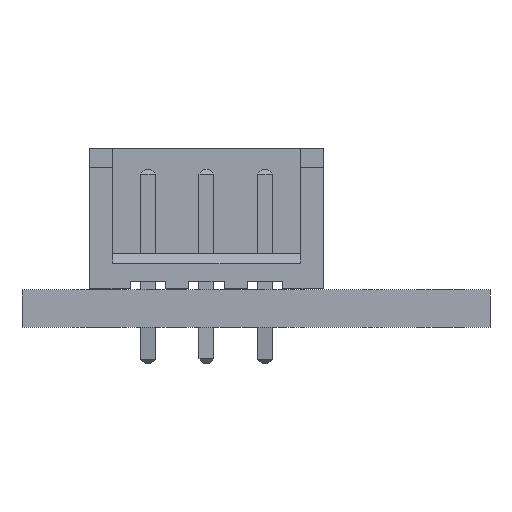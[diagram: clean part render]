
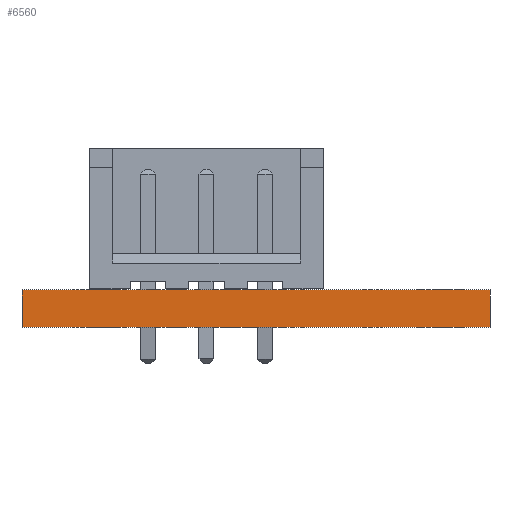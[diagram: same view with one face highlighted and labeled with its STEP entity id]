
A CAD part, front view. The second image highlights one B-rep face of the part: STEP entity #6560.
In plain terms, the highlighted planar face has unit normal (0, -1, 0).
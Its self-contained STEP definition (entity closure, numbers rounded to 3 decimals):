
#6444 = EDGE_CURVE('',#6445,#6447,#6449,.T.);
#6445 = VERTEX_POINT('',#6446);
#6446 = CARTESIAN_POINT('',(80.,-45.,0.));
#6447 = VERTEX_POINT('',#6448);
#6448 = CARTESIAN_POINT('',(80.,-45.,1.6));
#6449 = SURFACE_CURVE('',#6450,(#6454,#6466),.PCURVE_S1.);
#6450 = LINE('',#6451,#6452);
#6451 = CARTESIAN_POINT('',(80.,-45.,0.));
#6452 = VECTOR('',#6453,1.);
#6453 = DIRECTION('',(0.,0.,1.));
#6454 = PCURVE('',#6455,#6460);
#6455 = PLANE('',#6456);
#6456 = AXIS2_PLACEMENT_3D('',#6457,#6458,#6459);
#6457 = CARTESIAN_POINT('',(80.,-45.,0.));
#6458 = DIRECTION('',(-1.,0.,0.));
#6459 = DIRECTION('',(0.,1.,0.));
#6460 = DEFINITIONAL_REPRESENTATION('',(#6461),#6465);
#6461 = LINE('',#6462,#6463);
#6462 = CARTESIAN_POINT('',(0.,0.));
#6463 = VECTOR('',#6464,1.);
#6464 = DIRECTION('',(0.,-1.));
#6465 = ( GEOMETRIC_REPRESENTATION_CONTEXT(2) 
PARAMETRIC_REPRESENTATION_CONTEXT() REPRESENTATION_CONTEXT('2D SPACE',''
  ) );
#6466 = PCURVE('',#6467,#6472);
#6467 = PLANE('',#6468);
#6468 = AXIS2_PLACEMENT_3D('',#6469,#6470,#6471);
#6469 = CARTESIAN_POINT('',(100.,-45.,0.));
#6470 = DIRECTION('',(0.,-1.,0.));
#6471 = DIRECTION('',(-1.,0.,0.));
#6472 = DEFINITIONAL_REPRESENTATION('',(#6473),#6477);
#6473 = LINE('',#6474,#6475);
#6474 = CARTESIAN_POINT('',(20.,0.));
#6475 = VECTOR('',#6476,1.);
#6476 = DIRECTION('',(0.,-1.));
#6477 = ( GEOMETRIC_REPRESENTATION_CONTEXT(2) 
PARAMETRIC_REPRESENTATION_CONTEXT() REPRESENTATION_CONTEXT('2D SPACE',''
  ) );
#6495 = PLANE('',#6496);
#6496 = AXIS2_PLACEMENT_3D('',#6497,#6498,#6499);
#6497 = CARTESIAN_POINT('',(90.,-35.,1.6));
#6498 = DIRECTION('',(-0.,-0.,-1.));
#6499 = DIRECTION('',(-1.,0.,0.));
#6549 = PLANE('',#6550);
#6550 = AXIS2_PLACEMENT_3D('',#6551,#6552,#6553);
#6551 = CARTESIAN_POINT('',(90.,-35.,0.));
#6552 = DIRECTION('',(-0.,-0.,-1.));
#6553 = DIRECTION('',(-1.,0.,0.));
#6560 = ADVANCED_FACE('',(#6561),#6467,.T.);
#6561 = FACE_BOUND('',#6562,.T.);
#6562 = EDGE_LOOP('',(#6563,#6593,#6614,#6615));
#6563 = ORIENTED_EDGE('',*,*,#6564,.T.);
#6564 = EDGE_CURVE('',#6565,#6567,#6569,.T.);
#6565 = VERTEX_POINT('',#6566);
#6566 = CARTESIAN_POINT('',(100.,-45.,0.));
#6567 = VERTEX_POINT('',#6568);
#6568 = CARTESIAN_POINT('',(100.,-45.,1.6));
#6569 = SURFACE_CURVE('',#6570,(#6574,#6581),.PCURVE_S1.);
#6570 = LINE('',#6571,#6572);
#6571 = CARTESIAN_POINT('',(100.,-45.,0.));
#6572 = VECTOR('',#6573,1.);
#6573 = DIRECTION('',(0.,0.,1.));
#6574 = PCURVE('',#6467,#6575);
#6575 = DEFINITIONAL_REPRESENTATION('',(#6576),#6580);
#6576 = LINE('',#6577,#6578);
#6577 = CARTESIAN_POINT('',(0.,-0.));
#6578 = VECTOR('',#6579,1.);
#6579 = DIRECTION('',(0.,-1.));
#6580 = ( GEOMETRIC_REPRESENTATION_CONTEXT(2) 
PARAMETRIC_REPRESENTATION_CONTEXT() REPRESENTATION_CONTEXT('2D SPACE',''
  ) );
#6581 = PCURVE('',#6582,#6587);
#6582 = PLANE('',#6583);
#6583 = AXIS2_PLACEMENT_3D('',#6584,#6585,#6586);
#6584 = CARTESIAN_POINT('',(100.,-25.,0.));
#6585 = DIRECTION('',(1.,0.,-0.));
#6586 = DIRECTION('',(0.,-1.,0.));
#6587 = DEFINITIONAL_REPRESENTATION('',(#6588),#6592);
#6588 = LINE('',#6589,#6590);
#6589 = CARTESIAN_POINT('',(20.,0.));
#6590 = VECTOR('',#6591,1.);
#6591 = DIRECTION('',(0.,-1.));
#6592 = ( GEOMETRIC_REPRESENTATION_CONTEXT(2) 
PARAMETRIC_REPRESENTATION_CONTEXT() REPRESENTATION_CONTEXT('2D SPACE',''
  ) );
#6593 = ORIENTED_EDGE('',*,*,#6594,.T.);
#6594 = EDGE_CURVE('',#6567,#6447,#6595,.T.);
#6595 = SURFACE_CURVE('',#6596,(#6600,#6607),.PCURVE_S1.);
#6596 = LINE('',#6597,#6598);
#6597 = CARTESIAN_POINT('',(100.,-45.,1.6));
#6598 = VECTOR('',#6599,1.);
#6599 = DIRECTION('',(-1.,0.,0.));
#6600 = PCURVE('',#6467,#6601);
#6601 = DEFINITIONAL_REPRESENTATION('',(#6602),#6606);
#6602 = LINE('',#6603,#6604);
#6603 = CARTESIAN_POINT('',(0.,-1.6));
#6604 = VECTOR('',#6605,1.);
#6605 = DIRECTION('',(1.,0.));
#6606 = ( GEOMETRIC_REPRESENTATION_CONTEXT(2) 
PARAMETRIC_REPRESENTATION_CONTEXT() REPRESENTATION_CONTEXT('2D SPACE',''
  ) );
#6607 = PCURVE('',#6495,#6608);
#6608 = DEFINITIONAL_REPRESENTATION('',(#6609),#6613);
#6609 = LINE('',#6610,#6611);
#6610 = CARTESIAN_POINT('',(-10.,-10.));
#6611 = VECTOR('',#6612,1.);
#6612 = DIRECTION('',(1.,0.));
#6613 = ( GEOMETRIC_REPRESENTATION_CONTEXT(2) 
PARAMETRIC_REPRESENTATION_CONTEXT() REPRESENTATION_CONTEXT('2D SPACE',''
  ) );
#6614 = ORIENTED_EDGE('',*,*,#6444,.F.);
#6615 = ORIENTED_EDGE('',*,*,#6616,.F.);
#6616 = EDGE_CURVE('',#6565,#6445,#6617,.T.);
#6617 = SURFACE_CURVE('',#6618,(#6622,#6629),.PCURVE_S1.);
#6618 = LINE('',#6619,#6620);
#6619 = CARTESIAN_POINT('',(100.,-45.,0.));
#6620 = VECTOR('',#6621,1.);
#6621 = DIRECTION('',(-1.,0.,0.));
#6622 = PCURVE('',#6467,#6623);
#6623 = DEFINITIONAL_REPRESENTATION('',(#6624),#6628);
#6624 = LINE('',#6625,#6626);
#6625 = CARTESIAN_POINT('',(0.,-0.));
#6626 = VECTOR('',#6627,1.);
#6627 = DIRECTION('',(1.,0.));
#6628 = ( GEOMETRIC_REPRESENTATION_CONTEXT(2) 
PARAMETRIC_REPRESENTATION_CONTEXT() REPRESENTATION_CONTEXT('2D SPACE',''
  ) );
#6629 = PCURVE('',#6549,#6630);
#6630 = DEFINITIONAL_REPRESENTATION('',(#6631),#6635);
#6631 = LINE('',#6632,#6633);
#6632 = CARTESIAN_POINT('',(-10.,-10.));
#6633 = VECTOR('',#6634,1.);
#6634 = DIRECTION('',(1.,0.));
#6635 = ( GEOMETRIC_REPRESENTATION_CONTEXT(2) 
PARAMETRIC_REPRESENTATION_CONTEXT() REPRESENTATION_CONTEXT('2D SPACE',''
  ) );
